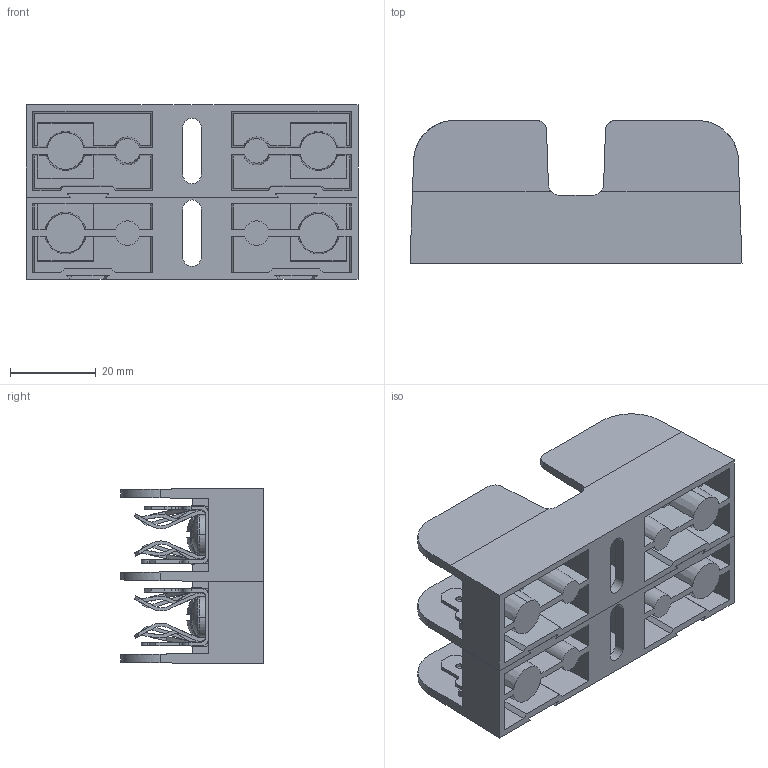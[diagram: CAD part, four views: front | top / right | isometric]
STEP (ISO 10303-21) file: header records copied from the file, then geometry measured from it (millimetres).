
FILE_DESCRIPTION (( 'STEP AP214' ), '1' );
FILE_NAME ('05B0326rev03.STEP', '2018-03-16T15:46:28', ( '' ), ( '' ), 'SwSTEP 2.0', 'SolidWorks 2017', '' );
FILE_SCHEMA (( 'AUTOMOTIVE_DESIGN' ));
Length unit declared in the file: inch
Products named in the file (1): 05B0326rev03
Bounding box: 77.47 x 33.27 x 40.77 mm (x, y, z)
Volume: 31646.8 mm3; surface area: 42304.5 mm2
Topology: 20 solids, 20 shells, 1760 faces, 4481 edges, 2786 vertices
Faces by surface type: plane 830, cylinder 540, cone 342, torus 32, sphere 8, bspline 8
Entity records: 79352 total; most frequent: CARTESIAN_POINT 14080, ORIENTED_EDGE 8962, DIRECTION 8701, EDGE_CURVE 4481, AXIS2_PLACEMENT_3D 2947, LINE 2807, VECTOR 2807, VERTEX_POINT 2786
